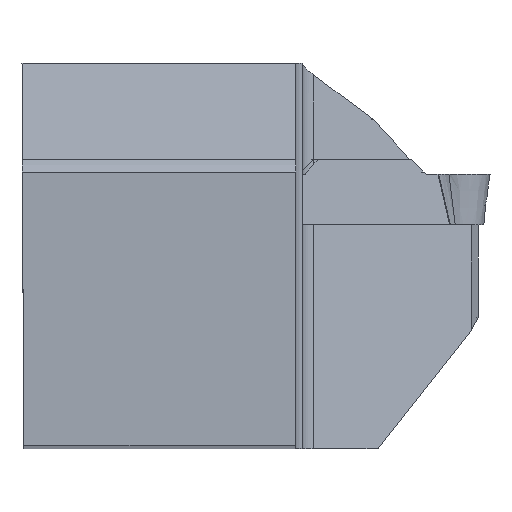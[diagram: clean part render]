
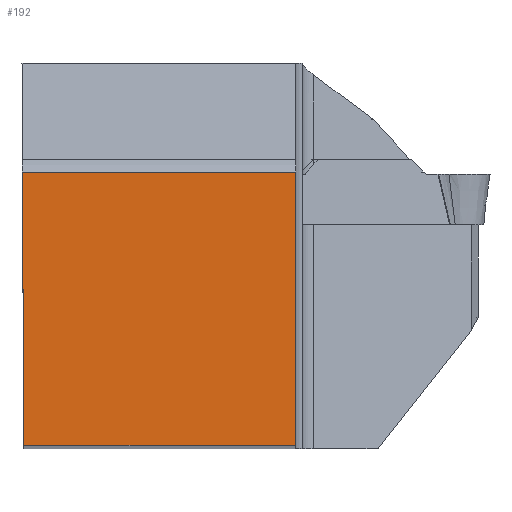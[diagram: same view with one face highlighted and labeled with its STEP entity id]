
A CAD part, top view. The second image highlights one B-rep face of the part: STEP entity #192.
In plain terms, the highlighted planar face has unit normal (0, 0, 1).
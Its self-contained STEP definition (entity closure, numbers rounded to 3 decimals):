
#192=ADVANCED_FACE('CU_BACK_SU1',(#280),#243,.F.);
#243=PLANE('',#1272);
#280=FACE_OUTER_BOUND('',#334,.T.);
#334=EDGE_LOOP('',(#511,#512,#513,#514));
#511=ORIENTED_EDGE('',*,*,#873,.T.);
#512=ORIENTED_EDGE('',*,*,#880,.F.);
#513=ORIENTED_EDGE('',*,*,#885,.T.);
#514=ORIENTED_EDGE('',*,*,#877,.T.);
#749=VERTEX_POINT('',#1668);
#750=VERTEX_POINT('',#1670);
#753=VERTEX_POINT('',#1678);
#755=VERTEX_POINT('',#1683);
#873=EDGE_CURVE('',#750,#749,#1027,.T.);
#877=EDGE_CURVE('',#753,#750,#1030,.T.);
#880=EDGE_CURVE('',#755,#749,#1033,.T.);
#885=EDGE_CURVE('',#755,#753,#1037,.T.);
#1027=LINE('',#1669,#1122);
#1030=LINE('',#1677,#1125);
#1033=LINE('',#1684,#1128);
#1037=LINE('',#1691,#1132);
#1122=VECTOR('',#1400,1.);
#1125=VECTOR('',#1407,1.);
#1128=VECTOR('',#1412,1.);
#1132=VECTOR('',#1420,1.);
#1272=AXIS2_PLACEMENT_3D('',#1714,#1449,#1450);
#1400=DIRECTION('',(1.,0.,0.));
#1407=DIRECTION('',(0.004,-1.,0.));
#1412=DIRECTION('',(0.,-1.,0.));
#1420=DIRECTION('',(-1.,0.,0.));
#1449=DIRECTION('',(0.,0.,-1.));
#1450=DIRECTION('',(0.,-1.,0.));
#1668=CARTESIAN_POINT('',(24.875,0.,0.));
#1669=CARTESIAN_POINT('',(-23.244,0.,0.));
#1670=CARTESIAN_POINT('',(0.109,0.,0.));
#1677=CARTESIAN_POINT('',(-0.088,44.976,0.));
#1678=CARTESIAN_POINT('',(0.,24.875,0.));
#1683=CARTESIAN_POINT('',(24.875,24.875,0.));
#1684=CARTESIAN_POINT('',(24.875,44.875,0.));
#1691=CARTESIAN_POINT('',(-23.244,24.875,0.));
#1714=CARTESIAN_POINT('',(-23.244,44.875,0.));
